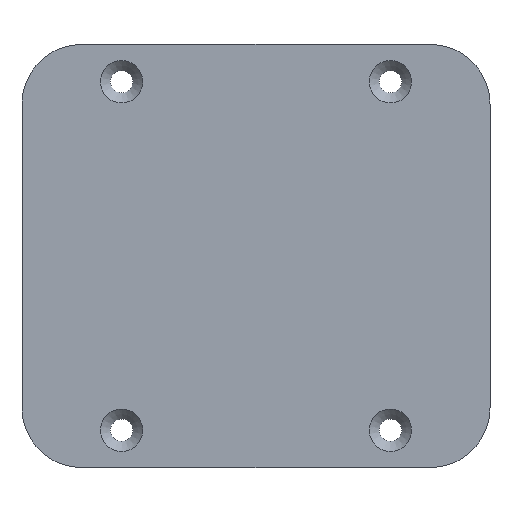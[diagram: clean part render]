
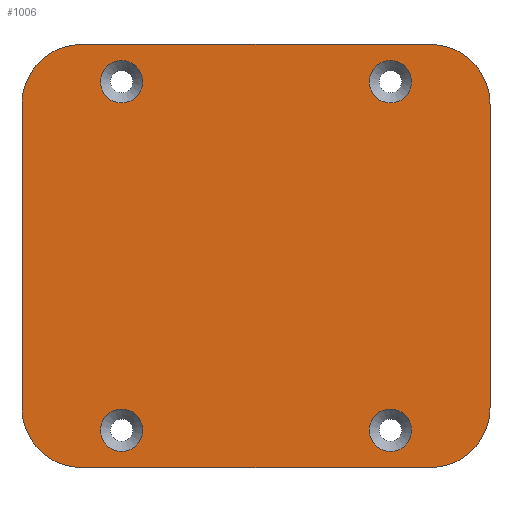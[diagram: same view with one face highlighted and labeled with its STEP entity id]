
A CAD part, front view. The second image highlights one B-rep face of the part: STEP entity #1006.
In plain terms, the highlighted planar face has unit normal (0, -1, 0).
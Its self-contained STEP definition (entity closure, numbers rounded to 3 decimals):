
#23=FACE_BOUND('',#134,.T.);
#24=FACE_BOUND('',#135,.T.);
#25=FACE_BOUND('',#136,.T.);
#26=FACE_BOUND('',#137,.T.);
#40=PLANE('',#1106);
#77=FACE_OUTER_BOUND('',#133,.T.);
#133=EDGE_LOOP('',(#830,#831,#832,#833,#834,#835,#836,#837));
#134=EDGE_LOOP('',(#838));
#135=EDGE_LOOP('',(#839));
#136=EDGE_LOOP('',(#840));
#137=EDGE_LOOP('',(#841));
#239=LINE('',#1659,#341);
#242=LINE('',#1671,#344);
#243=LINE('',#1675,#345);
#244=LINE('',#1679,#346);
#341=VECTOR('',#1329,10.);
#344=VECTOR('',#1342,10.);
#345=VECTOR('',#1345,10.);
#346=VECTOR('',#1348,10.);
#403=CIRCLE('',#1104,4.25);
#405=CIRCLE('',#1107,12.);
#406=CIRCLE('',#1108,12.);
#407=CIRCLE('',#1109,12.);
#408=CIRCLE('',#1110,12.);
#409=CIRCLE('',#1111,4.25);
#410=CIRCLE('',#1112,4.25);
#411=CIRCLE('',#1113,4.25);
#498=VERTEX_POINT('',#1656);
#499=VERTEX_POINT('',#1658);
#500=VERTEX_POINT('',#1662);
#502=VERTEX_POINT('',#1668);
#503=VERTEX_POINT('',#1670);
#504=VERTEX_POINT('',#1672);
#505=VERTEX_POINT('',#1674);
#506=VERTEX_POINT('',#1676);
#507=VERTEX_POINT('',#1678);
#508=VERTEX_POINT('',#1681);
#509=VERTEX_POINT('',#1683);
#510=VERTEX_POINT('',#1685);
#621=EDGE_CURVE('',#499,#498,#239,.T.);
#623=EDGE_CURVE('',#500,#500,#403,.T.);
#626=EDGE_CURVE('',#502,#498,#405,.T.);
#627=EDGE_CURVE('',#502,#503,#242,.T.);
#628=EDGE_CURVE('',#504,#503,#406,.T.);
#629=EDGE_CURVE('',#504,#505,#243,.T.);
#630=EDGE_CURVE('',#506,#505,#407,.T.);
#631=EDGE_CURVE('',#506,#507,#244,.T.);
#632=EDGE_CURVE('',#499,#507,#408,.T.);
#633=EDGE_CURVE('',#508,#508,#409,.T.);
#634=EDGE_CURVE('',#509,#509,#410,.T.);
#635=EDGE_CURVE('',#510,#510,#411,.T.);
#830=ORIENTED_EDGE('',*,*,#621,.T.);
#831=ORIENTED_EDGE('',*,*,#626,.F.);
#832=ORIENTED_EDGE('',*,*,#627,.T.);
#833=ORIENTED_EDGE('',*,*,#628,.F.);
#834=ORIENTED_EDGE('',*,*,#629,.T.);
#835=ORIENTED_EDGE('',*,*,#630,.F.);
#836=ORIENTED_EDGE('',*,*,#631,.T.);
#837=ORIENTED_EDGE('',*,*,#632,.F.);
#838=ORIENTED_EDGE('',*,*,#633,.F.);
#839=ORIENTED_EDGE('',*,*,#634,.F.);
#840=ORIENTED_EDGE('',*,*,#635,.F.);
#841=ORIENTED_EDGE('',*,*,#623,.F.);
#1006=ADVANCED_FACE('',(#77,#23,#24,#25,#26),#40,.F.);
#1104=AXIS2_PLACEMENT_3D('',#1663,#1333,#1334);
#1106=AXIS2_PLACEMENT_3D('',#1667,#1338,#1339);
#1107=AXIS2_PLACEMENT_3D('',#1669,#1340,#1341);
#1108=AXIS2_PLACEMENT_3D('',#1673,#1343,#1344);
#1109=AXIS2_PLACEMENT_3D('',#1677,#1346,#1347);
#1110=AXIS2_PLACEMENT_3D('',#1680,#1349,#1350);
#1111=AXIS2_PLACEMENT_3D('',#1682,#1351,#1352);
#1112=AXIS2_PLACEMENT_3D('',#1684,#1353,#1354);
#1113=AXIS2_PLACEMENT_3D('',#1686,#1355,#1356);
#1329=DIRECTION('',(1.,0.,0.));
#1333=DIRECTION('center_axis',(0.,-1.,0.));
#1334=DIRECTION('ref_axis',(0.,0.,1.));
#1338=DIRECTION('center_axis',(0.,1.,0.));
#1339=DIRECTION('ref_axis',(0.,0.,1.));
#1340=DIRECTION('center_axis',(0.,1.,0.));
#1341=DIRECTION('ref_axis',(0.707,0.,-0.707));
#1342=DIRECTION('',(0.,0.,1.));
#1343=DIRECTION('center_axis',(0.,1.,0.));
#1344=DIRECTION('ref_axis',(0.707,0.,0.707));
#1345=DIRECTION('',(-1.,0.,0.));
#1346=DIRECTION('center_axis',(0.,1.,0.));
#1347=DIRECTION('ref_axis',(-0.707,0.,0.707));
#1348=DIRECTION('',(0.,0.,-1.));
#1349=DIRECTION('center_axis',(0.,1.,0.));
#1350=DIRECTION('ref_axis',(-0.707,0.,-0.707));
#1351=DIRECTION('center_axis',(0.,-1.,0.));
#1352=DIRECTION('ref_axis',(0.,0.,-1.));
#1353=DIRECTION('center_axis',(0.,-1.,0.));
#1354=DIRECTION('ref_axis',(0.,0.,-1.));
#1355=DIRECTION('center_axis',(0.,-1.,0.));
#1356=DIRECTION('ref_axis',(0.,0.,-1.));
#1656=CARTESIAN_POINT('',(82.,0.,0.));
#1658=CARTESIAN_POINT('',(12.,0.,0.));
#1659=CARTESIAN_POINT('',(47.,0.,0.));
#1662=CARTESIAN_POINT('',(20.002,0.,3.25));
#1663=CARTESIAN_POINT('Origin',(20.002,0.,7.5));
#1667=CARTESIAN_POINT('Origin',(47.,0.,42.5));
#1668=CARTESIAN_POINT('',(94.,0.,12.));
#1669=CARTESIAN_POINT('Origin',(82.,0.,12.));
#1670=CARTESIAN_POINT('',(94.,0.,73.));
#1671=CARTESIAN_POINT('',(94.,0.,42.5));
#1672=CARTESIAN_POINT('',(82.,0.,85.));
#1673=CARTESIAN_POINT('Origin',(82.,0.,73.));
#1674=CARTESIAN_POINT('',(12.,0.,85.));
#1675=CARTESIAN_POINT('',(47.,0.,85.));
#1676=CARTESIAN_POINT('',(0.,0.,73.));
#1677=CARTESIAN_POINT('Origin',(12.,0.,73.));
#1678=CARTESIAN_POINT('',(0.,0.,12.));
#1679=CARTESIAN_POINT('',(0.,0.,42.5));
#1680=CARTESIAN_POINT('Origin',(12.,0.,12.));
#1681=CARTESIAN_POINT('',(74.,0.,11.749));
#1682=CARTESIAN_POINT('Origin',(74.,0.,7.499));
#1683=CARTESIAN_POINT('',(20.,0.,81.75));
#1684=CARTESIAN_POINT('Origin',(20.,0.,77.5));
#1685=CARTESIAN_POINT('',(74.,0.,81.75));
#1686=CARTESIAN_POINT('Origin',(74.,0.,77.5));
